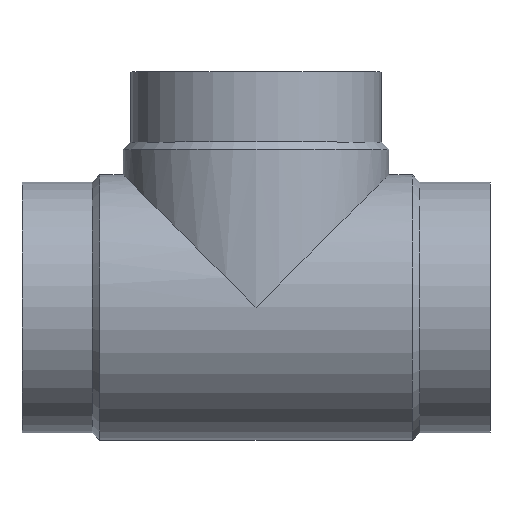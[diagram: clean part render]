
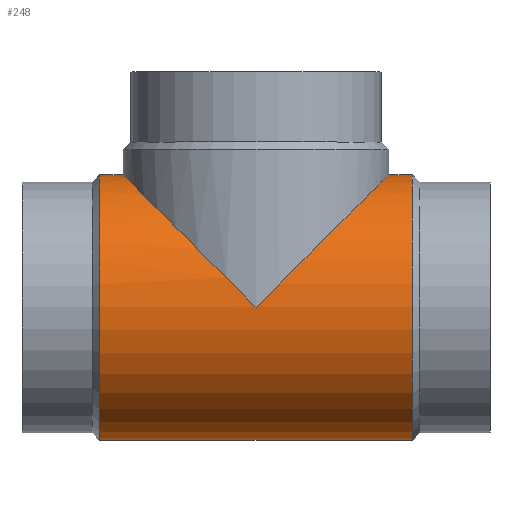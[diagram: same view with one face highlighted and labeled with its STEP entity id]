
A CAD part, top view. The second image highlights one B-rep face of the part: STEP entity #248.
In plain terms, the highlighted cylindrical face has radius 132.4 mm (diameter 264.8 mm), a partial arc.
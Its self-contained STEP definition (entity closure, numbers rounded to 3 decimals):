
#138 = EDGE_CURVE( '', #350, #242, #379, .T. );
#174 = VERTEX_POINT( '', #417 );
#178 = VERTEX_POINT( '', #421 );
#190 = VERTEX_POINT( '', #433 );
#192 = EDGE_CURVE( '', #178, #174, #435, .T. );
#210 = VERTEX_POINT( '', #459 );
#222 = VERTEX_POINT( '', #472 );
#242 = VERTEX_POINT( '', #493 );
#248 = ADVANCED_FACE( '', ( #499 ), #500, .T. );
#276 = EDGE_CURVE( '', #190, #222, #531, .T. );
#298 = EDGE_CURVE( '', #174, #350, #560, .T. );
#314 = EDGE_CURVE( '', #190, #210, #577, .T. );
#324 = EDGE_CURVE( '', #222, #178, #587, .T. );
#336 = EDGE_CURVE( '', #242, #210, #599, .T. );
#350 = VERTEX_POINT( '', #615 );
#379 = ELLIPSE( '', #637, 187.242, 132.4 );
#417 = CARTESIAN_POINT( '', ( -101.1, 132.4, 0. ) );
#421 = CARTESIAN_POINT( '', ( -77.4, 132.4, 0. ) );
#433 = CARTESIAN_POINT( '', ( -389.6, -132.4, 0. ) );
#435 = LINE( '', #711, #712 );
#459 = CARTESIAN_POINT( '', ( -389.6, 132.4, 0. ) );
#472 = CARTESIAN_POINT( '', ( -77.4, -132.4, 0. ) );
#493 = CARTESIAN_POINT( '', ( -365.9, 132.4, 0. ) );
#499 = FACE_OUTER_BOUND( '', #795, .T. );
#500 = CYLINDRICAL_SURFACE( '', #796, 132.4 );
#531 = LINE( '', #839, #840 );
#560 = ELLIPSE( '', #875, 187.242, 132.4 );
#577 = CIRCLE( '', #897, 132.4 );
#587 = CIRCLE( '', #913, 132.4 );
#599 = LINE( '', #926, #927 );
#615 = CARTESIAN_POINT( '', ( -233.5, 0., 132.4 ) );
#637 = AXIS2_PLACEMENT_3D( '', #969, #970, #971 );
#711 = CARTESIAN_POINT( '', ( -233.5, 132.4, 0. ) );
#712 = VECTOR( '', #1021, 1. );
#795 = EDGE_LOOP( '', ( #1104, #1105, #1106, #1107, #1108, #1109, #1110 ) );
#796 = AXIS2_PLACEMENT_3D( '', #1111, #1112, #1113 );
#839 = CARTESIAN_POINT( '', ( -233.5, -132.4, 0. ) );
#840 = VECTOR( '', #1144, 1. );
#875 = AXIS2_PLACEMENT_3D( '', #1205, #1206, #1207 );
#897 = AXIS2_PLACEMENT_3D( '', #1230, #1231, #1232 );
#913 = AXIS2_PLACEMENT_3D( '', #1238, #1239, #1240 );
#926 = CARTESIAN_POINT( '', ( -233.5, 132.4, 0. ) );
#927 = VECTOR( '', #1241, 1. );
#969 = CARTESIAN_POINT( '', ( -233.5, 0., 0. ) );
#970 = DIRECTION( '', ( -0.707, -0.707, 0. ) );
#971 = DIRECTION( '', ( 0.707, -0.707, 0. ) );
#1021 = DIRECTION( '', ( -1., 0., 0. ) );
#1104 = ORIENTED_EDGE( '', *, *, #192, .T. );
#1105 = ORIENTED_EDGE( '', *, *, #298, .T. );
#1106 = ORIENTED_EDGE( '', *, *, #138, .T. );
#1107 = ORIENTED_EDGE( '', *, *, #336, .T. );
#1108 = ORIENTED_EDGE( '', *, *, #314, .F. );
#1109 = ORIENTED_EDGE( '', *, *, #276, .T. );
#1110 = ORIENTED_EDGE( '', *, *, #324, .T. );
#1111 = CARTESIAN_POINT( '', ( -233.5, 0., 0. ) );
#1112 = DIRECTION( '', ( 1., 0., 0. ) );
#1113 = DIRECTION( '', ( 0., 1., 0. ) );
#1144 = DIRECTION( '', ( 1., 0., 0. ) );
#1205 = CARTESIAN_POINT( '', ( -233.5, 0., 0. ) );
#1206 = DIRECTION( '', ( 0.707, -0.707, 0. ) );
#1207 = DIRECTION( '', ( 0.707, 0.707, 0. ) );
#1230 = CARTESIAN_POINT( '', ( -389.6, 0., 0. ) );
#1231 = DIRECTION( '', ( -1., 0., 0. ) );
#1232 = DIRECTION( '', ( 0., 1., 0. ) );
#1238 = CARTESIAN_POINT( '', ( -77.4, 0., 0. ) );
#1239 = DIRECTION( '', ( -1., 0., 0. ) );
#1240 = DIRECTION( '', ( 0., 1., 0. ) );
#1241 = DIRECTION( '', ( -1., 0., 0. ) );
